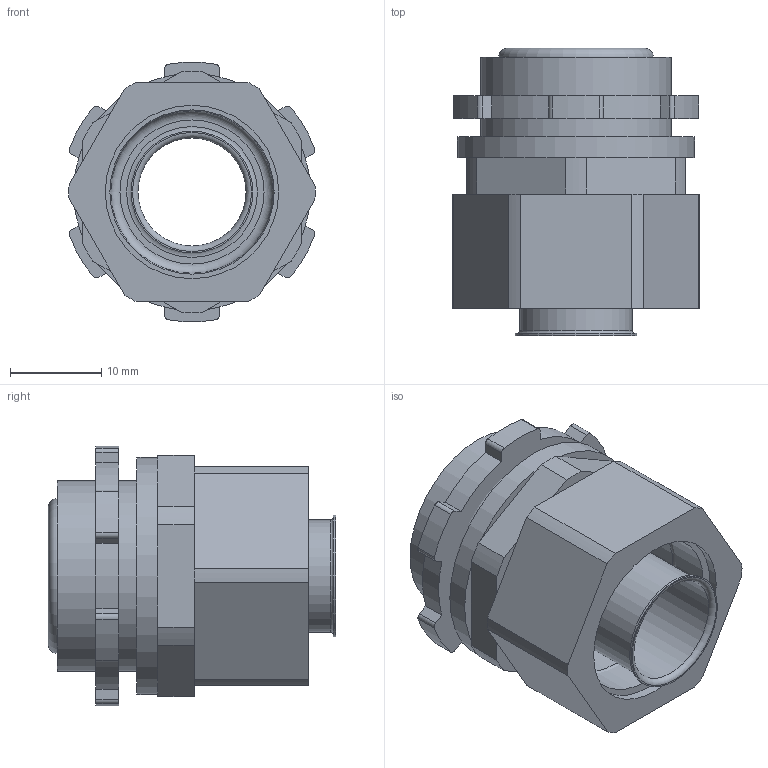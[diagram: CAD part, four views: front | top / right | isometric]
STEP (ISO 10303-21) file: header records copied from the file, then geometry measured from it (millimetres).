
FILE_DESCRIPTION(('STEP AP203'), '1');
FILE_NAME('Ìóôòà ââîäíàÿ äëÿ ìåòàëëîðóêàâà ÂÌ-12 ãàéêà ïîä ðîæêîâûé êëþ÷', '', ('UNSPECIFIED'), ('UNSPECIFIED'), 'ASCON STEP Converter 1.6', 'ASCON Math Kernel', '');
FILE_SCHEMA(('CONFIG_CONTROL_DESIGN'));
Length unit declared in the file: millimetre
Products named in the file (1): -01
Bounding box: 27 x 31.5 x 28.45 mm (x, y, z)
Volume: 6776.6 mm3; surface area: 12135.7 mm2
Topology: 7 solids, 7 shells, 112 faces, 276 edges, 187 vertices
Faces by surface type: cylinder 55, plane 47, torus 9, cone 1
Full cylindrical faces by diameter (mm): 11.841 x1, 12.341 x1, 13.341 x1, 13.7 x1, 15 x1, 15.5 x1, 17.8 x1, 18 x1, 18.3 x1, 19 x1, 19.3 x1, 20 x3, 20.5 x1, 20.955 x1, 22 x1, 22.376 x1, 26 x1
Entity records: 4246 total; most frequent: DIRECTION 612, CARTESIAN_POINT 547, ORIENTED_EDGE 494, AXIS2_PLACEMENT_3D 252, EDGE_CURVE 247, VERTEX_POINT 187, EDGE_LOOP 164, CIRCLE 139
